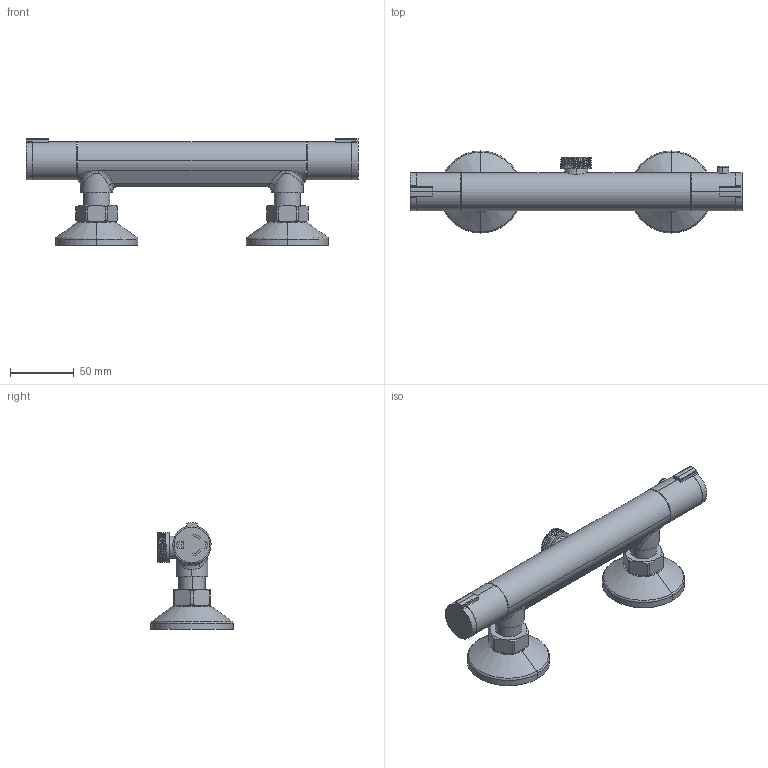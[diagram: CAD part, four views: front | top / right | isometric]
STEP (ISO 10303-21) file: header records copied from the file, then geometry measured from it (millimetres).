
FILE_DESCRIPTION (( 'STEP AP214' ), '1' );
FILE_NAME ('NTBV01_STEP_V11222.STEP', '2022-12-06T08:03:40', ( '' ), ( '' ), 'SwSTEP 2.0', 'SolidWorks 2019', '' );
FILE_SCHEMA (( 'AUTOMOTIVE_DESIGN' ));
Length unit declared in the file: millimetre
Products named in the file (1): NTBV01_STEP_V11222
Bounding box: 261 x 64.5 x 84 mm (x, y, z)
Volume: 122709.7 mm3; surface area: 103303.1 mm2
Topology: 13 solids, 13 shells, 506 faces, 1266 edges, 822 vertices
Faces by surface type: cylinder 240, plane 194, cone 36, torus 22, bspline 14
Entity records: 19923 total; most frequent: CARTESIAN_POINT 7567, DIRECTION 2570, ORIENTED_EDGE 2532, EDGE_CURVE 1266, AXIS2_PLACEMENT_3D 1006, VERTEX_POINT 822, EDGE_LOOP 576, VECTOR 558
